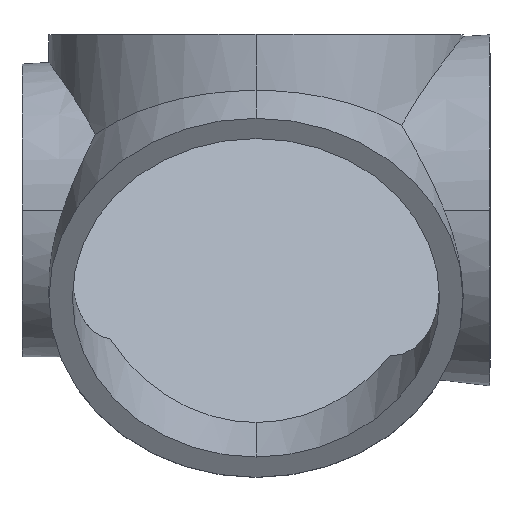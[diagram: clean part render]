
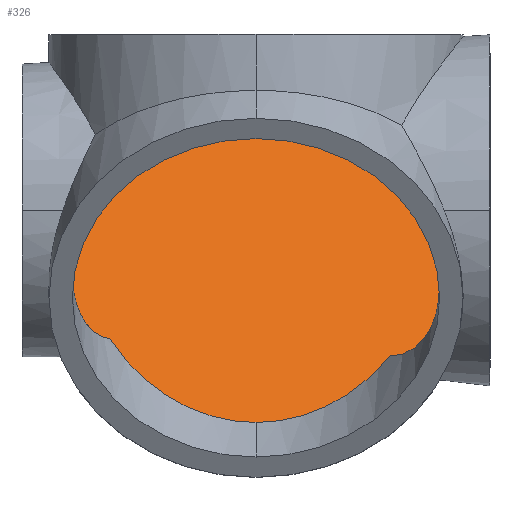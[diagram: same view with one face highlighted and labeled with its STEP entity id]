
A CAD part, top view. The second image highlights one B-rep face of the part: STEP entity #326.
In plain terms, the highlighted planar face has unit normal (0, 0.5, 0.866).
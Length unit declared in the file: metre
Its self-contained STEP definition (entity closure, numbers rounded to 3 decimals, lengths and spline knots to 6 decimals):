
#34 = CARTESIAN_POINT ( 'NONE',  ( 0., -0.65, -1.125833 ) ) ;
#39 = DIRECTION ( 'NONE',  ( 0., -0.5, -0.866 ) ) ;
#79 = CARTESIAN_POINT ( 'NONE',  ( 2., 0.70966, -1.910833 ) ) ;
#115 = CARTESIAN_POINT ( 'NONE',  ( 2., -0.65, -1.125833 ) ) ;
#195 = DIRECTION ( 'NONE',  ( 0., 0.866, -0.5 ) ) ;
#218 = ORIENTED_EDGE ( 'NONE', *, *, #1482, .F. ) ;
#318 = CIRCLE ( 'NONE', #1348, 1.57 ) ;
#326 = ADVANCED_FACE ( 'NONE', ( #1878 ), #1866, .F. ) ;
#782 = DIRECTION ( 'NONE',  ( 0., -0.5, -0.866 ) ) ;
#862 = ORIENTED_EDGE ( 'NONE', *, *, #1386, .F. ) ;
#889 = AXIS2_PLACEMENT_3D ( 'NONE', #34, #911, #195 ) ;
#911 = DIRECTION ( 'NONE',  ( 0., -0.5, -0.866 ) ) ;
#1068 = VERTEX_POINT ( 'NONE', #1574 ) ;
#1173 = AXIS2_PLACEMENT_3D ( 'NONE', #1882, #39, #1520 ) ;
#1348 = AXIS2_PLACEMENT_3D ( 'NONE', #115, #782, #1462 ) ;
#1386 = EDGE_CURVE ( 'NONE', #1068, #1573, #318, .T. ) ;
#1462 = DIRECTION ( 'NONE',  ( 0., 0.866, -0.5 ) ) ;
#1482 = EDGE_CURVE ( 'NONE', #1573, #1068, #2126, .T. ) ;
#1520 = DIRECTION ( 'NONE',  ( 0., 0.866, -0.5 ) ) ;
#1573 = VERTEX_POINT ( 'NONE', #79 ) ;
#1574 = CARTESIAN_POINT ( 'NONE',  ( 2., -2.00966, -0.340833 ) ) ;
#1580 = EDGE_LOOP ( 'NONE', ( #862, #218 ) ) ;
#1866 = PLANE ( 'NONE',  #889 ) ;
#1878 = FACE_OUTER_BOUND ( 'NONE', #1580, .T. ) ;
#1882 = CARTESIAN_POINT ( 'NONE',  ( 2., -0.65, -1.125833 ) ) ;
#2126 = CIRCLE ( 'NONE', #1173, 1.57 ) ;
